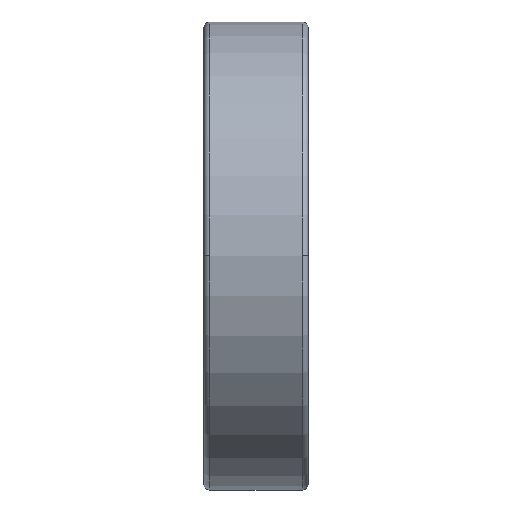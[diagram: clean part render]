
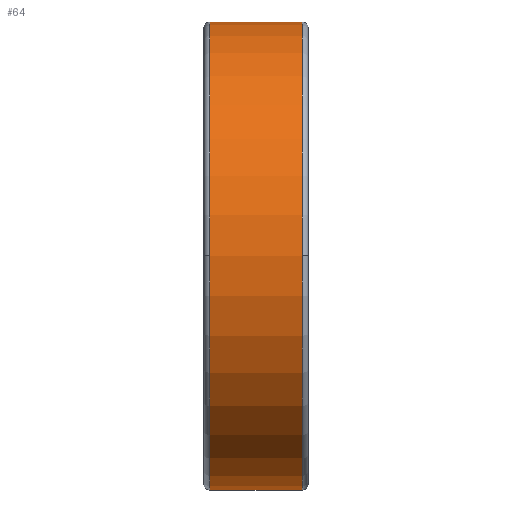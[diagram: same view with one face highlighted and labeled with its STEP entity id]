
A CAD part, top view. The second image highlights one B-rep face of the part: STEP entity #64.
In plain terms, the highlighted cylindrical face has radius 42.5 mm (diameter 85 mm), a partial arc.
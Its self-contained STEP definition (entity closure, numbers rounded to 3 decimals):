
#64=ADVANCED_FACE('',(#255),#256,.T.);
#255=FACE_OUTER_BOUND('',#667,.T.);
#256=CYLINDRICAL_SURFACE('',#668,42.5);
#667=EDGE_LOOP('',(#1093,#1094,#1095,#1096,#1097,#1098));
#668=AXIS2_PLACEMENT_3D('',#1099,#1100,#1101);
#1093=ORIENTED_EDGE('',*,*,#2691,.F.);
#1094=ORIENTED_EDGE('',*,*,#2692,.T.);
#1095=ORIENTED_EDGE('',*,*,#2693,.T.);
#1096=ORIENTED_EDGE('',*,*,#2694,.F.);
#1097=ORIENTED_EDGE('',*,*,#2695,.F.);
#1098=ORIENTED_EDGE('',*,*,#2687,.F.);
#1099=CARTESIAN_POINT('',(9.5,0.0,0.0));
#1100=DIRECTION('',(1.0,0.0,0.0));
#1101=DIRECTION('',(0.0,1.0,0.0));
#2687=EDGE_CURVE('',#3214,#3216,#3217,.T.);
#2691=EDGE_CURVE('',#3223,#3214,#3224,.T.);
#2692=EDGE_CURVE('',#3223,#3225,#3226,.T.);
#2693=EDGE_CURVE('',#3225,#3227,#3228,.T.);
#2694=EDGE_CURVE('',#3229,#3227,#3230,.T.);
#2695=EDGE_CURVE('',#3216,#3229,#3231,.T.);
#3214=VERTEX_POINT('',#4102);
#3216=VERTEX_POINT('',#4104);
#3217=CIRCLE('',#4105,42.5);
#3223=VERTEX_POINT('',#4111);
#3224=LINE('',#4112,#4113);
#3225=VERTEX_POINT('',#4114);
#3226=CIRCLE('',#4115,42.5);
#3227=VERTEX_POINT('',#4116);
#3228=CIRCLE('',#4117,42.5);
#3229=VERTEX_POINT('',#4118);
#3230=LINE('',#4119,#4120);
#3231=CIRCLE('',#4121,42.5);
#4102=CARTESIAN_POINT('',(17.9,42.5,0.0));
#4104=CARTESIAN_POINT('',(17.9,0.,42.5));
#4105=AXIS2_PLACEMENT_3D('',#6275,#6276,#6277);
#4111=CARTESIAN_POINT('',(1.1,42.5,0.0));
#4112=CARTESIAN_POINT('',(9.5,42.5,0.));
#4113=VECTOR('',#6287,1.0);
#4114=CARTESIAN_POINT('',(1.1,0.,42.5));
#4115=AXIS2_PLACEMENT_3D('',#6288,#6289,#6290);
#4116=CARTESIAN_POINT('',(1.1,-42.5,0.));
#4117=AXIS2_PLACEMENT_3D('',#6291,#6292,#6293);
#4118=CARTESIAN_POINT('',(17.9,-42.5,0.));
#4119=CARTESIAN_POINT('',(9.5,-42.5,0.));
#4120=VECTOR('',#6294,1.0);
#4121=AXIS2_PLACEMENT_3D('',#6295,#6296,#6297);
#6275=CARTESIAN_POINT('',(17.9,0.0,0.0));
#6276=DIRECTION('',(1.0,0.0,0.0));
#6277=DIRECTION('',(0.0,1.0,0.0));
#6287=DIRECTION('',(1.0,0.0,0.0));
#6288=CARTESIAN_POINT('',(1.1,0.0,0.0));
#6289=DIRECTION('',(1.0,0.0,0.0));
#6290=DIRECTION('',(0.0,1.0,0.0));
#6291=CARTESIAN_POINT('',(1.1,0.0,0.0));
#6292=DIRECTION('',(1.0,0.0,0.0));
#6293=DIRECTION('',(0.0,1.0,0.0));
#6294=DIRECTION('',(-1.0,-0.0,-0.0));
#6295=CARTESIAN_POINT('',(17.9,0.0,0.0));
#6296=DIRECTION('',(1.0,0.0,0.0));
#6297=DIRECTION('',(0.0,1.0,0.0));
